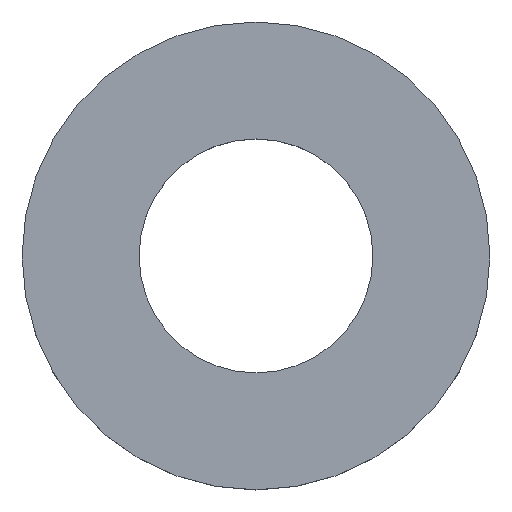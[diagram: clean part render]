
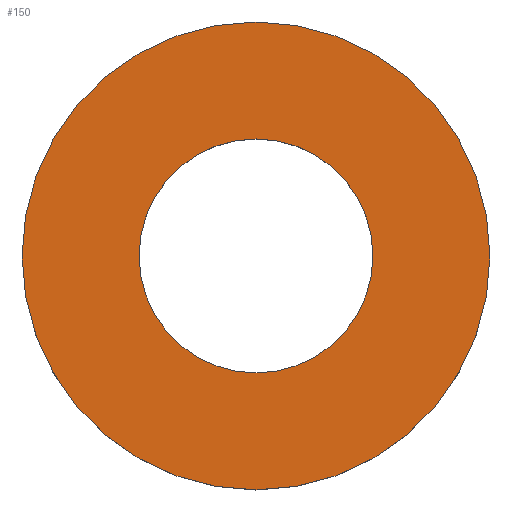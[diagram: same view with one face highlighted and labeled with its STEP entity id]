
A CAD part, top view. The second image highlights one B-rep face of the part: STEP entity #150.
In plain terms, the highlighted planar face has unit normal (0, 0, 1).
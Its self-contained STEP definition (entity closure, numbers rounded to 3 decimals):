
#1 = CIRCLE ( 'NONE', #185, 4. ) ;
#2 = CARTESIAN_POINT ( 'NONE',  ( 0., 0., 2.2 ) ) ;
#4 = EDGE_CURVE ( 'NONE', #227, #29, #205, .T. ) ;
#14 = AXIS2_PLACEMENT_3D ( 'NONE', #201, #128, #193 ) ;
#17 = CARTESIAN_POINT ( 'NONE',  ( -8., 0., 2.2 ) ) ;
#18 = CIRCLE ( 'NONE', #142, 8. ) ;
#25 = AXIS2_PLACEMENT_3D ( 'NONE', #118, #104, #157 ) ;
#29 = VERTEX_POINT ( 'NONE', #177 ) ;
#39 = CARTESIAN_POINT ( 'NONE',  ( 4., 0., 2.2 ) ) ;
#45 = FACE_BOUND ( 'NONE', #75, .T. ) ;
#48 = VERTEX_POINT ( 'NONE', #17 ) ;
#63 = DIRECTION ( 'NONE',  ( 1., 0., 0. ) ) ;
#64 = CARTESIAN_POINT ( 'NONE',  ( 0., 0., 2.2 ) ) ;
#70 = EDGE_CURVE ( 'NONE', #29, #227, #1, .T. ) ;
#75 = EDGE_LOOP ( 'NONE', ( #124, #181 ) ) ;
#88 = CARTESIAN_POINT ( 'NONE',  ( 8., 0., 2.2 ) ) ;
#92 = DIRECTION ( 'NONE',  ( 1., 0., 0. ) ) ;
#95 = VERTEX_POINT ( 'NONE', #88 ) ;
#100 = EDGE_CURVE ( 'NONE', #95, #48, #152, .T. ) ;
#104 = DIRECTION ( 'NONE',  ( 0., 0., 1. ) ) ;
#105 = ORIENTED_EDGE ( 'NONE', *, *, #100, .T. ) ;
#110 = AXIS2_PLACEMENT_3D ( 'NONE', #2, #125, #213 ) ;
#118 = CARTESIAN_POINT ( 'NONE',  ( 0., 0., 2.2 ) ) ;
#124 = ORIENTED_EDGE ( 'NONE', *, *, #70, .F. ) ;
#125 = DIRECTION ( 'NONE',  ( 0., 0., 1. ) ) ;
#128 = DIRECTION ( 'NONE',  ( 0., 0., 1. ) ) ;
#140 = DIRECTION ( 'NONE',  ( 0., 0., 1. ) ) ;
#142 = AXIS2_PLACEMENT_3D ( 'NONE', #64, #140, #92 ) ;
#150 = ADVANCED_FACE ( 'NONE', ( #168, #45 ), #216, .T. ) ;
#152 = CIRCLE ( 'NONE', #25, 8. ) ;
#157 = DIRECTION ( 'NONE',  ( 1., 0., 0. ) ) ;
#161 = DIRECTION ( 'NONE',  ( 0., 0., 1. ) ) ;
#162 = EDGE_LOOP ( 'NONE', ( #179, #105 ) ) ;
#165 = EDGE_CURVE ( 'NONE', #48, #95, #18, .T. ) ;
#168 = FACE_OUTER_BOUND ( 'NONE', #162, .T. ) ;
#177 = CARTESIAN_POINT ( 'NONE',  ( -4., 0., 2.2 ) ) ;
#179 = ORIENTED_EDGE ( 'NONE', *, *, #165, .T. ) ;
#181 = ORIENTED_EDGE ( 'NONE', *, *, #4, .F. ) ;
#185 = AXIS2_PLACEMENT_3D ( 'NONE', #249, #161, #63 ) ;
#193 = DIRECTION ( 'NONE',  ( 1., 0., 0. ) ) ;
#201 = CARTESIAN_POINT ( 'NONE',  ( 0., 0., 2.2 ) ) ;
#205 = CIRCLE ( 'NONE', #14, 4. ) ;
#213 = DIRECTION ( 'NONE',  ( 1., 0., 0. ) ) ;
#216 = PLANE ( 'NONE',  #110 ) ;
#227 = VERTEX_POINT ( 'NONE', #39 ) ;
#249 = CARTESIAN_POINT ( 'NONE',  ( 0., 0., 2.2 ) ) ;
